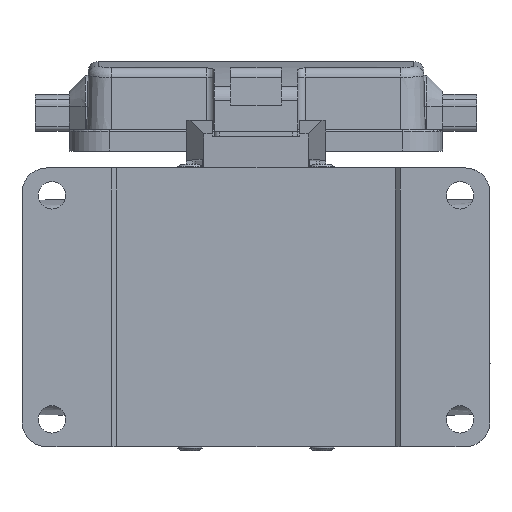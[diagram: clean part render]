
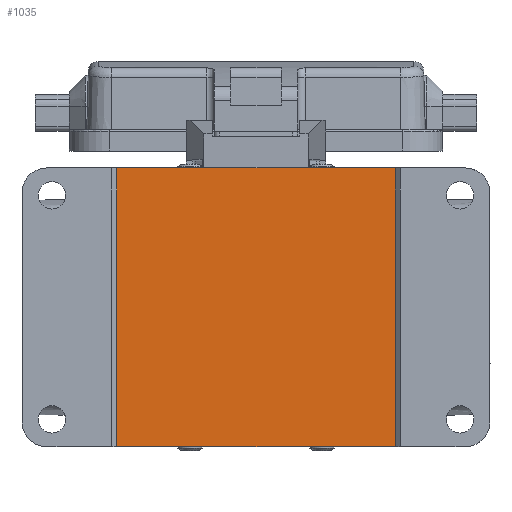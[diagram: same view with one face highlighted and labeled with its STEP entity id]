
A CAD part, front view. The second image highlights one B-rep face of the part: STEP entity #1035.
In plain terms, the highlighted planar face has unit normal (0, -1, 0).
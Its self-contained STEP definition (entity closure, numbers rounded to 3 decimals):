
#430=PLANE('',#9501);
#1035=ADVANCED_FACE('NONE',(#1592),#430,.F.);
#1592=FACE_OUTER_BOUND('',#2102,.T.);
#2102=EDGE_LOOP('',(#3802,#3803,#3804,#3805));
#3802=ORIENTED_EDGE('',*,*,#6896,.F.);
#3803=ORIENTED_EDGE('',*,*,#6897,.T.);
#3804=ORIENTED_EDGE('',*,*,#6898,.F.);
#3805=ORIENTED_EDGE('',*,*,#6899,.T.);
#5876=VERTEX_POINT('',#14185);
#5877=VERTEX_POINT('',#14186);
#5878=VERTEX_POINT('',#14188);
#5879=VERTEX_POINT('',#14190);
#6896=EDGE_CURVE('NONE',#5876,#5877,#8004,.T.);
#6897=EDGE_CURVE('NONE',#5876,#5878,#8005,.T.);
#6898=EDGE_CURVE('NONE',#5879,#5878,#8006,.T.);
#6899=EDGE_CURVE('NONE',#5879,#5877,#8007,.T.);
#8004=LINE('',#14184,#8736);
#8005=LINE('',#14187,#8737);
#8006=LINE('',#14189,#8738);
#8007=LINE('',#14191,#8739);
#8736=VECTOR('',#11034,1.);
#8737=VECTOR('',#11035,1.);
#8738=VECTOR('',#11036,1.);
#8739=VECTOR('',#11037,1.);
#9501=AXIS2_PLACEMENT_3D('',#14192,#11038,#11039);
#11034=DIRECTION('',(-1.,0.,0.));
#11035=DIRECTION('',(0.,0.,1.));
#11036=DIRECTION('',(1.,0.,0.));
#11037=DIRECTION('',(0.,0.,-1.));
#11038=DIRECTION('',(0.,1.,0.));
#11039=DIRECTION('',(0.,0.,1.));
#14184=CARTESIAN_POINT('',(47.,-76.,-28.));
#14185=CARTESIAN_POINT('',(28.,-76.,-28.));
#14186=CARTESIAN_POINT('',(-28.,-76.,-28.));
#14187=CARTESIAN_POINT('',(28.,-76.,33.6));
#14188=CARTESIAN_POINT('',(28.,-76.,28.));
#14189=CARTESIAN_POINT('',(-47.,-76.,28.));
#14190=CARTESIAN_POINT('',(-28.,-76.,28.));
#14191=CARTESIAN_POINT('',(-28.,-76.,33.6));
#14192=CARTESIAN_POINT('',(28.,-76.,33.6));
